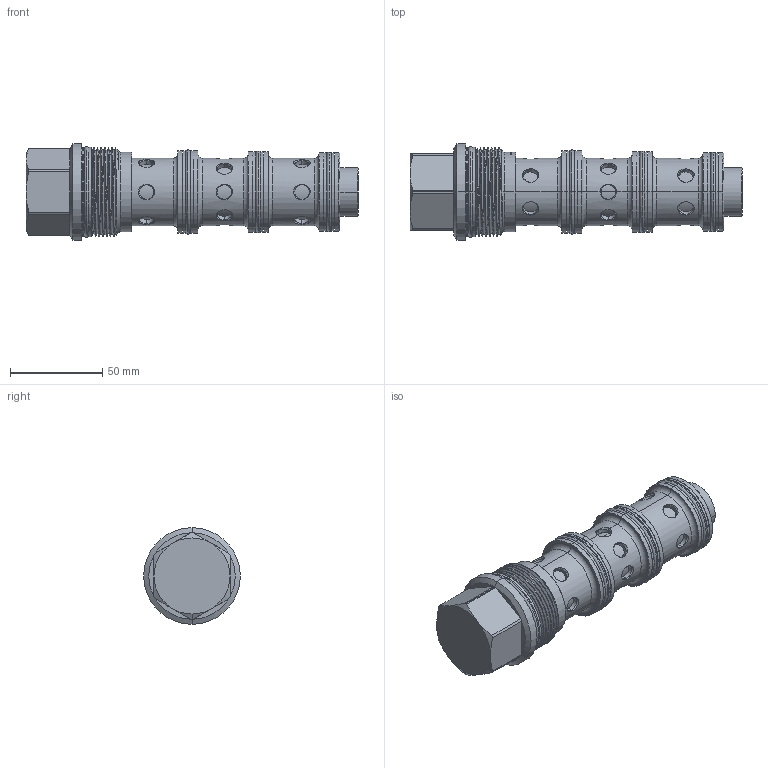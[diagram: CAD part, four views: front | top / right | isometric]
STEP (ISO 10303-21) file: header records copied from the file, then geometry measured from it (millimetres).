
FILE_DESCRIPTION (( 'STEP AP203' ), '1' );
FILE_NAME ('FD34A42-A.STEP', '2016-05-20T03:21:50', ( '' ), ( '' ), 'SwSTEP 2.0', 'SolidWorks 2012', '' );
FILE_SCHEMA (( 'CONFIG_CONTROL_DESIGN' ));
Length unit declared in the file: millimetre
Products named in the file (1): FD34A42-A
Bounding box: 179.77 x 52.37 x 52.37 mm (x, y, z)
Volume: 226958.1 mm3; surface area: 43652 mm2
Topology: 5 solids, 5 shells, 337 faces, 722 edges, 441 vertices
Faces by surface type: cylinder 160, cone 78, plane 56, torus 41, bspline 2
Entity records: 12819 total; most frequent: CARTESIAN_POINT 5473, DIRECTION 1589, ORIENTED_EDGE 1444, EDGE_CURVE 722, AXIS2_PLACEMENT_3D 679, VERTEX_POINT 441, EDGE_LOOP 393, CIRCLE 343
